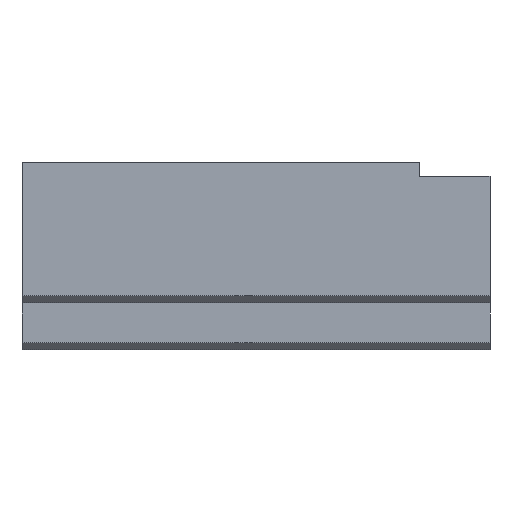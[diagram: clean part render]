
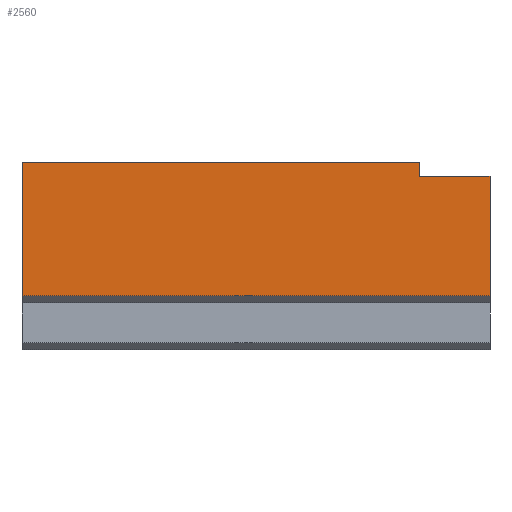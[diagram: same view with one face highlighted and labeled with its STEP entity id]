
A CAD part, front view. The second image highlights one B-rep face of the part: STEP entity #2560.
In plain terms, the highlighted planar face has unit normal (0, -1, 0).
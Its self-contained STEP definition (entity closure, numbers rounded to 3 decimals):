
#419=FACE_OUTER_BOUND('',#569,.T.);
#569=EDGE_LOOP('',(#2366,#2367,#2368,#2369,#2370,#2371));
#571=LINE('',#2983,#779);
#585=LINE('',#3015,#793);
#599=LINE('',#3043,#807);
#607=LINE('',#3059,#815);
#771=LINE('',#5093,#979);
#777=LINE('',#5119,#985);
#779=VECTOR('',#2644,10.);
#793=VECTOR('',#2668,10.);
#807=VECTOR('',#2692,10.);
#815=VECTOR('',#2708,10.);
#979=VECTOR('',#2938,10.);
#985=VECTOR('',#2972,10.);
#986=VERTEX_POINT('',#2979);
#988=VERTEX_POINT('',#2982);
#1001=VERTEX_POINT('',#3014);
#1010=VERTEX_POINT('',#3042);
#1014=VERTEX_POINT('',#3058);
#1231=VERTEX_POINT('',#5092);
#1239=EDGE_CURVE('',#986,#988,#571,.T.);
#1255=EDGE_CURVE('',#1001,#988,#585,.T.);
#1269=EDGE_CURVE('',#1001,#1010,#599,.T.);
#1277=EDGE_CURVE('',#1010,#1014,#607,.T.);
#1603=EDGE_CURVE('',#1014,#1231,#771,.T.);
#1615=EDGE_CURVE('',#986,#1231,#777,.T.);
#2366=ORIENTED_EDGE('',*,*,#1269,.F.);
#2367=ORIENTED_EDGE('',*,*,#1255,.T.);
#2368=ORIENTED_EDGE('',*,*,#1239,.F.);
#2369=ORIENTED_EDGE('',*,*,#1615,.T.);
#2370=ORIENTED_EDGE('',*,*,#1603,.F.);
#2371=ORIENTED_EDGE('',*,*,#1277,.F.);
#2423=PLANE('',#2638);
#2560=ADVANCED_FACE('',(#419),#2423,.T.);
#2638=AXIS2_PLACEMENT_3D('',#5121,#2975,#2976);
#2644=DIRECTION('',(1.,0.,0.));
#2668=DIRECTION('',(0.,0.,1.));
#2692=DIRECTION('',(-1.,0.,0.));
#2708=DIRECTION('',(0.,0.,1.));
#2938=DIRECTION('',(1.,0.,0.));
#2972=DIRECTION('',(0.,0.,1.));
#2975=DIRECTION('center_axis',(0.,-1.,0.));
#2976=DIRECTION('ref_axis',(1.,0.,0.));
#2979=CARTESIAN_POINT('',(17.,0.,7.4));
#2982=CARTESIAN_POINT('',(20.,0.,7.4));
#2983=CARTESIAN_POINT('',(0.,0.,7.4));
#3014=CARTESIAN_POINT('',(20.,0.,2.3));
#3015=CARTESIAN_POINT('',(20.,0.,0.));
#3042=CARTESIAN_POINT('',(0.,0.,2.3));
#3043=CARTESIAN_POINT('',(5.,0.,2.3));
#3058=CARTESIAN_POINT('',(0.,0.,8.));
#3059=CARTESIAN_POINT('',(0.,0.,0.));
#5092=CARTESIAN_POINT('',(17.,0.,8.));
#5093=CARTESIAN_POINT('',(17.,0.,8.));
#5119=CARTESIAN_POINT('',(17.,0.,6.4));
#5121=CARTESIAN_POINT('Origin',(0.,0.,0.));
